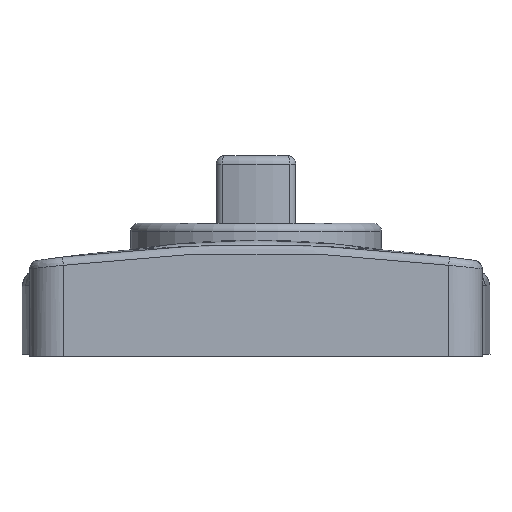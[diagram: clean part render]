
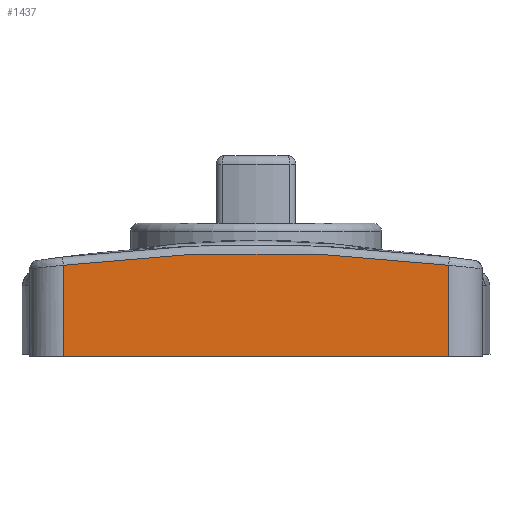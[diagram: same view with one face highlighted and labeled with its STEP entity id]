
A CAD part, left-side view. The second image highlights one B-rep face of the part: STEP entity #1437.
In plain terms, the highlighted face is planar.
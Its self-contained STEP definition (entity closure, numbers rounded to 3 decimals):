
#36=ELLIPSE('',#1566,178.937,178.891);
#116=LINE('',#2909,#196);
#118=LINE('',#2915,#198);
#119=LINE('',#2916,#199);
#196=VECTOR('',#1871,10.773);
#198=VECTOR('',#1877,10.773);
#199=VECTOR('',#1878,45.5);
#248=PLANE('',#1570);
#416=FACE_OUTER_BOUND('',#533,.T.);
#533=EDGE_LOOP('',(#1195,#1196,#1197,#1198));
#743=VERTEX_POINT('',#2831);
#745=VERTEX_POINT('',#2866);
#746=VERTEX_POINT('',#2908);
#748=VERTEX_POINT('',#2914);
#905=EDGE_CURVE('',#745,#743,#36,.T.);
#909=EDGE_CURVE('',#743,#746,#116,.T.);
#912=EDGE_CURVE('',#748,#745,#118,.T.);
#913=EDGE_CURVE('',#748,#746,#119,.T.);
#1195=ORIENTED_EDGE('',*,*,#905,.F.);
#1196=ORIENTED_EDGE('',*,*,#912,.F.);
#1197=ORIENTED_EDGE('',*,*,#913,.T.);
#1198=ORIENTED_EDGE('',*,*,#909,.F.);
#1437=ADVANCED_FACE('',(#416),#248,.T.);
#1566=AXIS2_PLACEMENT_3D('',#2868,#1865,#1866);
#1570=AXIS2_PLACEMENT_3D('',#2913,#1875,#1876);
#1865=DIRECTION('center_axis',(0.,1.,-0.023));
#1866=DIRECTION('ref_axis',(0.,0.023,1.));
#1871=DIRECTION('',(0.,-0.023,-1.));
#1875=DIRECTION('center_axis',(0.,-1.,0.023));
#1876=DIRECTION('ref_axis',(0.,-0.023,-1.));
#1877=DIRECTION('',(0.,0.023,1.));
#1878=DIRECTION('',(1.,0.,0.));
#2831=CARTESIAN_POINT('',(22.75,-76.355,10.77));
#2866=CARTESIAN_POINT('',(-22.75,-76.355,10.77));
#2868=CARTESIAN_POINT('Origin',(0.,-80.388,
-166.668));
#2908=CARTESIAN_POINT('',(22.75,-76.6,0.));
#2909=CARTESIAN_POINT('',(22.75,-76.373,9.993));
#2913=CARTESIAN_POINT('Origin',(0.,-76.3,13.2));
#2914=CARTESIAN_POINT('',(-22.75,-76.6,0.));
#2915=CARTESIAN_POINT('',(-22.75,-76.373,9.993));
#2916=CARTESIAN_POINT('',(0.,-76.6,0.));
